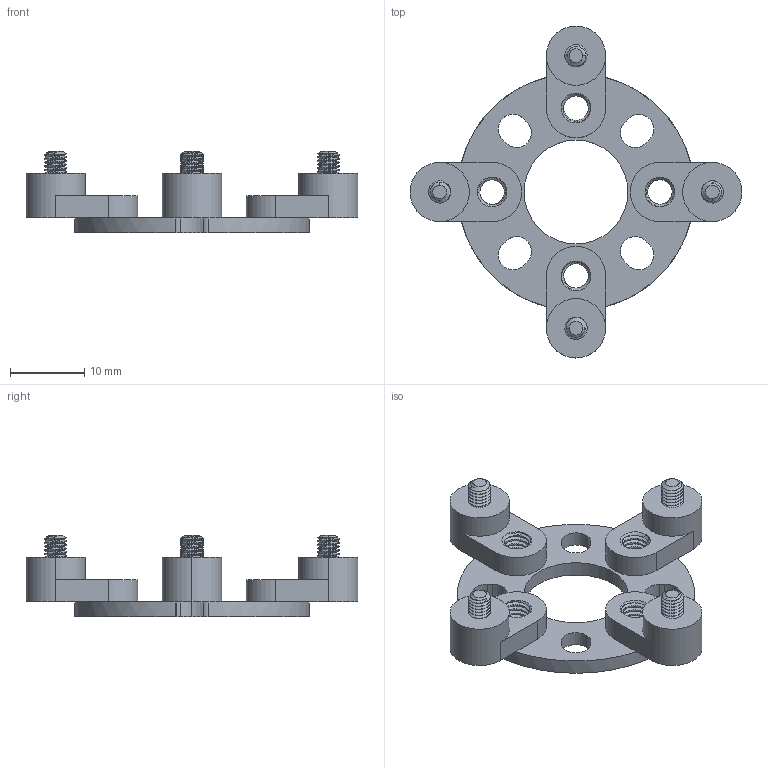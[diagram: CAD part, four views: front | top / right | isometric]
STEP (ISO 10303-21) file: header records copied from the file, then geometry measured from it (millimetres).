
FILE_DESCRIPTION (( 'STEP AP203' ), '1' );
FILE_NAME ('1700-0016-0014 assembly.STEP', '2018-02-02T17:05:10', ( '' ), ( '' ), 'SwSTEP 2.0', 'SolidWorks 2016', '' );
FILE_SCHEMA (( 'CONFIG_CONTROL_DESIGN' ));
Length unit declared in the file: millimetre
Products named in the file (3): 1700-0016-0014 assembly; 1700-0016-0014; M3 x 5mm zinc plated socket head screw_90128A187
Assembly tree (5 placements, depth 2):
  1700-0016-0014 assembly
    1700-0016-0014
    M3 x 5mm zinc plated socket head screw_90128A187  x4
Bounding box: 44.77 x 44.77 x 11 mm (x, y, z)
Volume: 2649 mm3; surface area: 4018.8 mm2
Topology: 5 solids, 5 shells, 519 faces, 1399 edges, 898 vertices
Faces by surface type: cylinder 349, cone 80, plane 74, bspline 16
Entity records: 21423 total; most frequent: CARTESIAN_POINT 13867, ORIENTED_EDGE 1736, DIRECTION 1336, EDGE_CURVE 868, VERTEX_POINT 562, AXIS2_PLACEMENT_3D 513, EDGE_LOOP 340, ADVANCED_FACE 312
